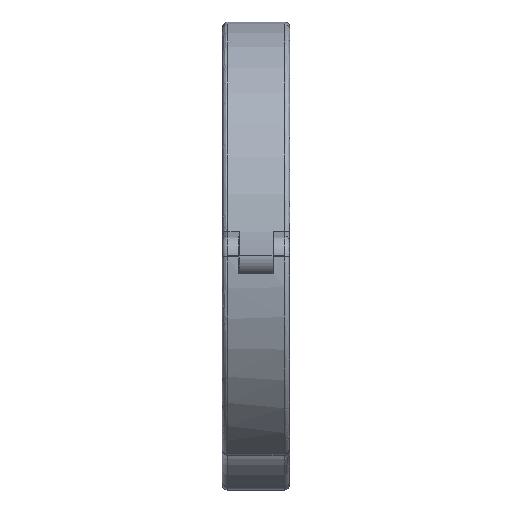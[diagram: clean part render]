
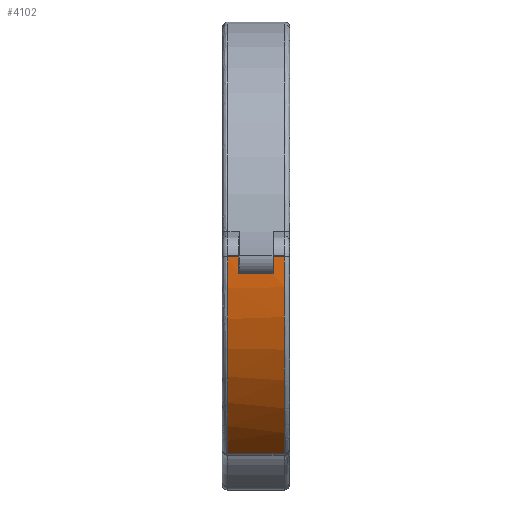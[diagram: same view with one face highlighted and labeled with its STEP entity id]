
A CAD part, left-side view. The second image highlights one B-rep face of the part: STEP entity #4102.
In plain terms, the highlighted free-form (B-spline) face has degree [3, 1] with [7, 2] control points.
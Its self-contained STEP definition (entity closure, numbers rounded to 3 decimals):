
#53 = CARTESIAN_POINT ( 'NONE',  ( -62.356, 6.579, -32.126 ) ) ;
#138 = CARTESIAN_POINT ( 'NONE',  ( -54.856, 6.579, -36.776 ) ) ;
#726 = CARTESIAN_POINT ( 'NONE',  ( -70.888, 4.929, -9.799 ) ) ;
#981 = ORIENTED_EDGE ( 'NONE', *, *, #9835, .T. ) ;
#1134 = CARTESIAN_POINT ( 'NONE',  ( -62.356, -1.821, -32.126 ) ) ;
#2426 = CARTESIAN_POINT ( 'NONE',  ( -70.927, 6.579, -7.599 ) ) ;
#2440 = VECTOR ( 'NONE', #4203, 1000. ) ;
#2555 = CARTESIAN_POINT ( 'NONE',  ( -70.93, 6.579, -9.667 ) ) ;
#2593 = ORIENTED_EDGE ( 'NONE', *, *, #9688, .T. ) ;
#2631 = CARTESIAN_POINT ( 'NONE',  ( -70.927, -1.821, -7.599 ) ) ;
#2652 = CARTESIAN_POINT ( 'NONE',  ( -70.93, 6.579, -9.667 ) ) ;
#2801 = CARTESIAN_POINT ( 'NONE',  ( -70.927, 6.579, -7.599 ) ) ;
#2943 = EDGE_CURVE ( 'NONE', #3293, #4752, #5262, .T. ) ;
#3014 = CARTESIAN_POINT ( 'NONE',  ( -68.606, -1.821, -23.231 ) ) ;
#3142 = CARTESIAN_POINT ( 'NONE',  ( -54.856, -2.621, -36.776 ) ) ;
#3246 = B_SPLINE_CURVE_WITH_KNOTS ( 'NONE', 3,
 ( #7342, #8711, #4673, #8551, #15151 ),
 .UNSPECIFIED., .F., .F.,
 ( 4, 1, 4 ),
 ( 0.016, 0.062, 0.087 ),
 .UNSPECIFIED. ) ;
#3293 = VERTEX_POINT ( 'NONE', #2631 ) ;
#3906 = CARTESIAN_POINT ( 'NONE',  ( -54.856, -1.821, -36.776 ) ) ;
#3919 = CARTESIAN_POINT ( 'NONE',  ( -70.944, 6.579, -8.145 ) ) ;
#4011 = DIRECTION ( 'NONE',  ( 0., 1., 0. ) ) ;
#4102 = ADVANCED_FACE ( 'NONE', ( #15232 ), #10804, .F. ) ;
#4203 = DIRECTION ( 'NONE',  ( 0., 1., 0. ) ) ;
#4276 = CARTESIAN_POINT ( 'NONE',  ( -70.944, -1.821, -8.145 ) ) ;
#4673 = CARTESIAN_POINT ( 'NONE',  ( -70.936, -0.171, -8.973 ) ) ;
#4752 = VERTEX_POINT ( 'NONE', #7262 ) ;
#5247 = CARTESIAN_POINT ( 'NONE',  ( -70.93, -1.821, -9.667 ) ) ;
#5262 = LINE ( 'NONE', #15500, #13301 ) ;
#5329 = CARTESIAN_POINT ( 'NONE',  ( -70.944, -1.821, -8.145 ) ) ;
#6192 = VECTOR ( 'NONE', #14811, 1000. ) ;
#6356 = CARTESIAN_POINT ( 'NONE',  ( -54.856, 6.579, -36.776 ) ) ;
#6428 = CARTESIAN_POINT ( 'NONE',  ( -70.652, 6.579, -12.426 ) ) ;
#6514 = EDGE_CURVE ( 'NONE', #10531, #3293, #13259, .T. ) ;
#6717 = CARTESIAN_POINT ( 'NONE',  ( -70.93, -1.821, -9.667 ) ) ;
#6825 = CARTESIAN_POINT ( 'NONE',  ( -70.867, 4.929, -10.081 ) ) ;
#6974 = CARTESIAN_POINT ( 'NONE',  ( -70.927, 4.929, -7.599 ) ) ;
#7255 = EDGE_CURVE ( 'NONE', #10531, #15848, #10803, .T. ) ;
#7262 = CARTESIAN_POINT ( 'NONE',  ( -70.927, -0.171, -7.599 ) ) ;
#7342 = CARTESIAN_POINT ( 'NONE',  ( -70.927, -0.171, -7.599 ) ) ;
#7678 = CARTESIAN_POINT ( 'NONE',  ( -70.944, 6.579, -8.145 ) ) ;
#7753 = CARTESIAN_POINT ( 'NONE',  ( -54.856, 6.579, -36.776 ) ) ;
#7910 = ORIENTED_EDGE ( 'NONE', *, *, #2943, .T. ) ;
#8051 = EDGE_CURVE ( 'NONE', #10396, #9291, #14701, .T. ) ;
#8248 = CARTESIAN_POINT ( 'NONE',  ( -70.927, -2.621, -7.599 ) ) ;
#8551 = CARTESIAN_POINT ( 'NONE',  ( -70.888, -0.171, -9.799 ) ) ;
#8711 = CARTESIAN_POINT ( 'NONE',  ( -70.944, -0.171, -8.145 ) ) ;
#8953 = CARTESIAN_POINT ( 'NONE',  ( -70.652, -1.821, -12.426 ) ) ;
#8966 = CARTESIAN_POINT ( 'NONE',  ( -70.652, 6.579, -12.426 ) ) ;
#9291 = VERTEX_POINT ( 'NONE', #2426 ) ;
#9468 = CARTESIAN_POINT ( 'NONE',  ( -70.927, 4.929, -7.599 ) ) ;
#9688 = EDGE_CURVE ( 'NONE', #11124, #10396, #13864, .T. ) ;
#9743 = ORIENTED_EDGE ( 'NONE', *, *, #15221, .T. ) ;
#9835 = EDGE_CURVE ( 'NONE', #4752, #13980, #3246, .T. ) ;
#10207 = CARTESIAN_POINT ( 'NONE',  ( -70.927, -1.821, -7.599 ) ) ;
#10234 = ORIENTED_EDGE ( 'NONE', *, *, #7255, .F. ) ;
#10396 = VERTEX_POINT ( 'NONE', #6974 ) ;
#10531 = VERTEX_POINT ( 'NONE', #16428 ) ;
#10759 = CARTESIAN_POINT ( 'NONE',  ( -54.856, -1.821, -36.776 ) ) ;
#10803 = LINE ( 'NONE', #3142, #6192 ) ;
#10804 = B_SPLINE_SURFACE_WITH_KNOTS ( 'NONE', 3, 1, ( 
 ( #10207, #2801 ),
 ( #5329, #7678 ),
 ( #5247, #2555 ),
 ( #8953, #6428 ),
 ( #11556, #16570 ),
 ( #1134, #53 ),
 ( #3906, #138 ) ),
 .UNSPECIFIED., .F., .F., .F.,
 ( 4, 1, 1, 1, 4 ),
 ( 2, 2 ),
 ( 0.016, 0.062, 0.146, 0.252, 1. ),
 ( 0., 1. ),
 .UNSPECIFIED. ) ;
#10818 = CARTESIAN_POINT ( 'NONE',  ( -70.936, 4.929, -8.973 ) ) ;
#11124 = VERTEX_POINT ( 'NONE', #6825 ) ;
#11125 = CARTESIAN_POINT ( 'NONE',  ( -70.867, -0.171, -10.081 ) ) ;
#11175 = ORIENTED_EDGE ( 'NONE', *, *, #6514, .T. ) ;
#11556 = CARTESIAN_POINT ( 'NONE',  ( -68.606, -1.821, -23.231 ) ) ;
#12022 = CARTESIAN_POINT ( 'NONE',  ( -70.652, -1.821, -12.426 ) ) ;
#12279 = DIRECTION ( 'NONE',  ( 0., 1., 0. ) ) ;
#12738 = EDGE_LOOP ( 'NONE', ( #15659, #13612, #10234, #11175, #7910, #981, #9743, #2593 ) ) ;
#12814 = B_SPLINE_CURVE_WITH_KNOTS ( 'NONE', 3,
 ( #15408, #3919, #2652, #8966, #12822, #15328, #6356 ),
 .UNSPECIFIED., .F., .F.,
 ( 4, 1, 1, 1, 4 ),
 ( 0., 0.047, 0.132, 0.24, 1. ),
 .UNSPECIFIED. ) ;
#12822 = CARTESIAN_POINT ( 'NONE',  ( -68.606, 6.579, -23.231 ) ) ;
#13105 = CARTESIAN_POINT ( 'NONE',  ( -70.927, -1.821, -7.599 ) ) ;
#13107 = CARTESIAN_POINT ( 'NONE',  ( -70.867, -2.621, -10.081 ) ) ;
#13259 = B_SPLINE_CURVE_WITH_KNOTS ( 'NONE', 3,
 ( #10759, #13272, #3014, #12022, #6717, #4276, #13105 ),
 .UNSPECIFIED., .F., .F.,
 ( 4, 1, 1, 1, 4 ),
 ( 0., 0.76, 0.868, 0.953, 1. ),
 .UNSPECIFIED. ) ;
#13272 = CARTESIAN_POINT ( 'NONE',  ( -62.356, -1.821, -32.126 ) ) ;
#13301 = VECTOR ( 'NONE', #4011, 1000. ) ;
#13612 = ORIENTED_EDGE ( 'NONE', *, *, #13941, .T. ) ;
#13864 = B_SPLINE_CURVE_WITH_KNOTS ( 'NONE', 3,
 ( #14824, #726, #10818, #14662, #9468 ),
 .UNSPECIFIED., .F., .F.,
 ( 4, 1, 4 ),
 ( 0.929, 0.953, 1. ),
 .UNSPECIFIED. ) ;
#13941 = EDGE_CURVE ( 'NONE', #9291, #15848, #12814, .T. ) ;
#13980 = VERTEX_POINT ( 'NONE', #11125 ) ;
#14117 = VECTOR ( 'NONE', #12279, 1000. ) ;
#14662 = CARTESIAN_POINT ( 'NONE',  ( -70.944, 4.929, -8.145 ) ) ;
#14701 = LINE ( 'NONE', #8248, #14117 ) ;
#14811 = DIRECTION ( 'NONE',  ( 0., 1., 0. ) ) ;
#14824 = CARTESIAN_POINT ( 'NONE',  ( -70.867, 4.929, -10.081 ) ) ;
#15151 = CARTESIAN_POINT ( 'NONE',  ( -70.867, -0.171, -10.081 ) ) ;
#15221 = EDGE_CURVE ( 'NONE', #13980, #11124, #15616, .T. ) ;
#15232 = FACE_OUTER_BOUND ( 'NONE', #12738, .T. ) ;
#15328 = CARTESIAN_POINT ( 'NONE',  ( -62.356, 6.579, -32.126 ) ) ;
#15408 = CARTESIAN_POINT ( 'NONE',  ( -70.927, 6.579, -7.599 ) ) ;
#15500 = CARTESIAN_POINT ( 'NONE',  ( -70.927, -2.621, -7.599 ) ) ;
#15616 = LINE ( 'NONE', #13107, #2440 ) ;
#15659 = ORIENTED_EDGE ( 'NONE', *, *, #8051, .T. ) ;
#15848 = VERTEX_POINT ( 'NONE', #7753 ) ;
#16428 = CARTESIAN_POINT ( 'NONE',  ( -54.856, -1.821, -36.776 ) ) ;
#16570 = CARTESIAN_POINT ( 'NONE',  ( -68.606, 6.579, -23.231 ) ) ;
